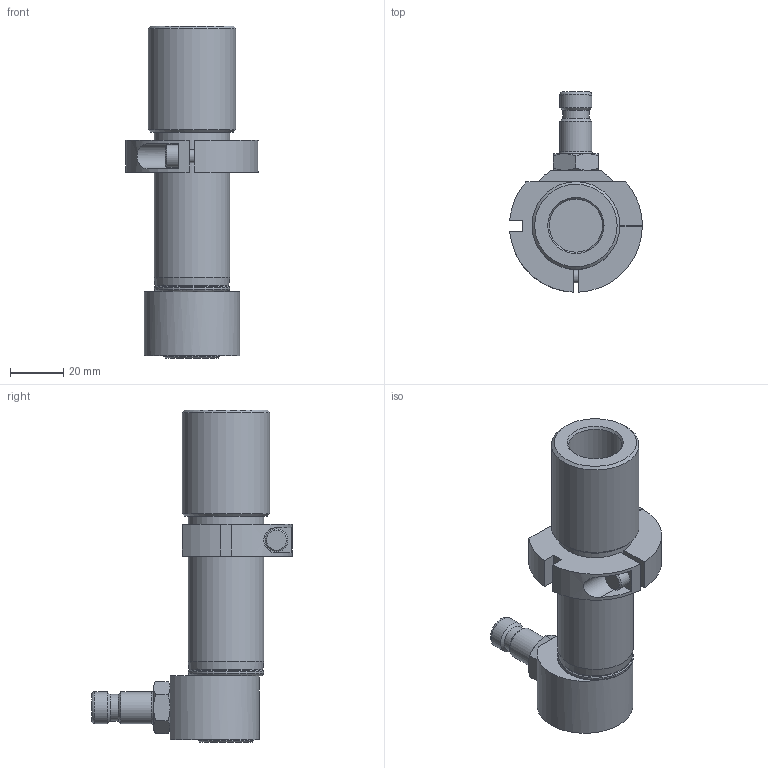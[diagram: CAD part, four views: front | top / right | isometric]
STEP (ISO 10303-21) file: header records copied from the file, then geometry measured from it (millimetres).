
FILE_DESCRIPTION(/* description */ (''),/* implementation_level */ '2;1');
FILE_NAME(/* name */ 'W5190125_stp.stp',/* time_stamp */ '2013-09-23T11:40:11+02:00',/* author */ (''),/* organization */ (''),/* preprocessor_version */ 'ST-DEVELOPER v11',/* originating_system */ 'SIEMENS PLM Software NX 7.5',/* authorisation */ '');
FILE_SCHEMA (('AUTOMOTIVE_DESIGN { 1 0 10303 214 1 1 1 1 }'));
Length unit declared in the file: millimetre
Products named in the file (1): polzCBB3kcb2
Bounding box: 49.92 x 75.48 x 124.9 mm (x, y, z)
Volume: 102171.7 mm3; surface area: 23679.9 mm2
Topology: 2 solids, 2 shells, 77 faces, 172 edges, 106 vertices
Faces by surface type: plane 36, cone 20, cylinder 16, torus 5
Full cylindrical faces by diameter (mm): 5 x1, 8.5 x1, 10 x1, 12 x2, 20 x1, 21 x1, 28.5 x2, 33 x1
Entity records: 2043 total; most frequent: CARTESIAN_POINT 404, DIRECTION 341, ORIENTED_EDGE 288, EDGE_CURVE 144, AXIS2_PLACEMENT_3D 144, EDGE_LOOP 109, VERTEX_POINT 101, ADVANCED_FACE 77
